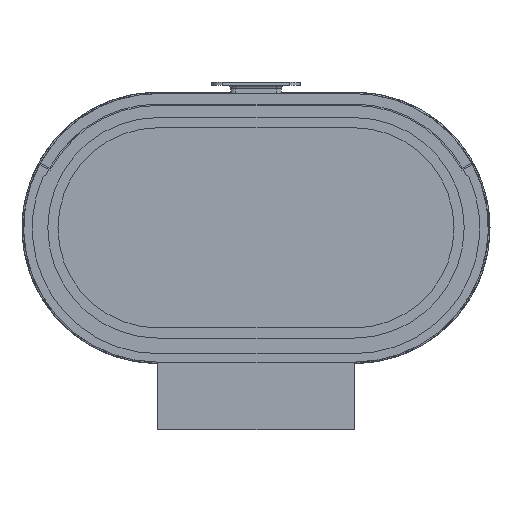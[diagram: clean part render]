
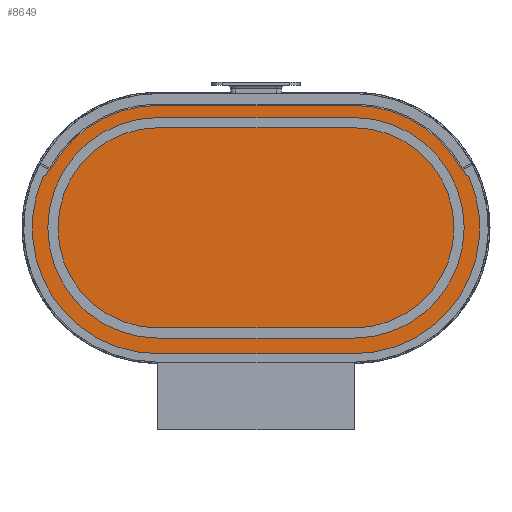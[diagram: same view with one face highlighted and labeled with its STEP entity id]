
A CAD part, front view. The second image highlights one B-rep face of the part: STEP entity #8649.
In plain terms, the highlighted planar face has unit normal (0, -1, 0).
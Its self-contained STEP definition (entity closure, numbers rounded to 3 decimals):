
#213 = CARTESIAN_POINT ( 'NONE',  ( 0., 0., 180.5 ) ) ;
#807 = EDGE_CURVE ( 'NONE', #5068, #11105, #2177, .T. ) ;
#925 = ORIENTED_EDGE ( 'NONE', *, *, #10783, .T. ) ;
#980 = CARTESIAN_POINT ( 'NONE',  ( 451.602, 0., 87.182 ) ) ;
#1079 = DIRECTION ( 'NONE',  ( 0., 0., 1. ) ) ;
#1480 = EDGE_LOOP ( 'NONE', ( #13000, #3511, #15101, #4266, #5625, #12578, #9397, #7667, #2795, #13184, #925, #13691 ) ) ;
#1649 = CARTESIAN_POINT ( 'NONE',  ( 448.077, 0., 85.292 ) ) ;
#1831 = EDGE_CURVE ( 'NONE', #4260, #3571, #2985, .T. ) ;
#2177 = LINE ( 'NONE', #980, #15354 ) ;
#2309 = CARTESIAN_POINT ( 'NONE',  ( -165.323, 0., 77.295 ) ) ;
#2381 = LINE ( 'NONE', #14711, #3169 ) ;
#2437 = DIRECTION ( 'NONE',  ( 0., 1., 0. ) ) ;
#2749 = CIRCLE ( 'NONE', #5824, 182.5 ) ;
#2795 = ORIENTED_EDGE ( 'NONE', *, *, #15326, .T. ) ;
#2985 = CIRCLE ( 'NONE', #15089, 180.5 ) ;
#3019 = VERTEX_POINT ( 'NONE', #6854 ) ;
#3035 = EDGE_CURVE ( 'NONE', #11920, #13659, #2749, .T. ) ;
#3123 = LINE ( 'NONE', #15548, #8249 ) ;
#3169 = VECTOR ( 'NONE', #9740, 1000. ) ;
#3262 = CARTESIAN_POINT ( 'NONE',  ( 289., 0., 0. ) ) ;
#3511 = ORIENTED_EDGE ( 'NONE', *, *, #6139, .F. ) ;
#3571 = VERTEX_POINT ( 'NONE', #213 ) ;
#3915 = VECTOR ( 'NONE', #5864, 1000. ) ;
#4038 = CARTESIAN_POINT ( 'NONE',  ( 289., 0., -185.5 ) ) ;
#4099 = DIRECTION ( 'NONE',  ( 0., 0., 1. ) ) ;
#4141 = PLANE ( 'NONE',  #8807 ) ;
#4251 = DIRECTION ( 'NONE',  ( 0., -1., 0. ) ) ;
#4260 = VERTEX_POINT ( 'NONE', #14575 ) ;
#4266 = ORIENTED_EDGE ( 'NONE', *, *, #13369, .F. ) ;
#4571 = CIRCLE ( 'NONE', #13606, 182.5 ) ;
#5063 = AXIS2_PLACEMENT_3D ( 'NONE', #3262, #11831, #11989 ) ;
#5068 = VERTEX_POINT ( 'NONE', #1649 ) ;
#5094 = DIRECTION ( 'NONE',  ( 0., 1., 0. ) ) ;
#5625 = ORIENTED_EDGE ( 'NONE', *, *, #8145, .F. ) ;
#5824 = AXIS2_PLACEMENT_3D ( 'NONE', #15342, #11724, #9228 ) ;
#5864 = DIRECTION ( 'NONE',  ( -0.881, 0., 0.473 ) ) ;
#5928 = EDGE_CURVE ( 'NONE', #14284, #13740, #6115, .T. ) ;
#6115 = CIRCLE ( 'NONE', #5063, 185.5 ) ;
#6139 = EDGE_CURVE ( 'NONE', #11105, #6775, #4571, .T. ) ;
#6242 = FACE_OUTER_BOUND ( 'NONE', #1480, .T. ) ;
#6670 = CARTESIAN_POINT ( 'NONE',  ( 0., 0., 0. ) ) ;
#6775 = VERTEX_POINT ( 'NONE', #10236 ) ;
#6854 = CARTESIAN_POINT ( 'NONE',  ( -169.155, 0., 76.138 ) ) ;
#7667 = ORIENTED_EDGE ( 'NONE', *, *, #3035, .F. ) ;
#7975 = CIRCLE ( 'NONE', #12631, 185.5 ) ;
#8012 = DIRECTION ( 'NONE',  ( 0., 0., 1. ) ) ;
#8145 = EDGE_CURVE ( 'NONE', #3571, #11362, #11558, .T. ) ;
#8217 = LINE ( 'NONE', #15552, #13183 ) ;
#8242 = DIRECTION ( 'NONE',  ( 0.881, 0., 0.473 ) ) ;
#8249 = VECTOR ( 'NONE', #11764, 1000. ) ;
#8649 = ADVANCED_FACE ( 'NONE', ( #6242 ), #4141, .F. ) ;
#8807 = AXIS2_PLACEMENT_3D ( 'NONE', #12467, #9010, #13910 ) ;
#8961 = CIRCLE ( 'NONE', #10242, 180.5 ) ;
#9010 = DIRECTION ( 'NONE',  ( 0., 1., 0. ) ) ;
#9051 = VECTOR ( 'NONE', #11713, 1000. ) ;
#9228 = DIRECTION ( 'NONE',  ( 0., 0., 1. ) ) ;
#9397 = ORIENTED_EDGE ( 'NONE', *, *, #13964, .T. ) ;
#9551 = CARTESIAN_POINT ( 'NONE',  ( 289., 0., 0. ) ) ;
#9740 = DIRECTION ( 'NONE',  ( -0.957, 0., -0.289 ) ) ;
#10050 = CARTESIAN_POINT ( 'NONE',  ( 289., 0., 180.5 ) ) ;
#10236 = CARTESIAN_POINT ( 'NONE',  ( 454.323, 0., 77.295 ) ) ;
#10242 = AXIS2_PLACEMENT_3D ( 'NONE', #9551, #2437, #1079 ) ;
#10698 = EDGE_CURVE ( 'NONE', #3019, #14270, #7975, .T. ) ;
#10706 = CARTESIAN_POINT ( 'NONE',  ( 0., 0., 0. ) ) ;
#10783 = EDGE_CURVE ( 'NONE', #14270, #14284, #3123, .T. ) ;
#10791 = DIRECTION ( 'NONE',  ( -0.957, 0., 0.289 ) ) ;
#10822 = DIRECTION ( 'NONE',  ( 0., 1., 0. ) ) ;
#10902 = CARTESIAN_POINT ( 'NONE',  ( 0., 0., 0. ) ) ;
#11105 = VERTEX_POINT ( 'NONE', #12870 ) ;
#11362 = VERTEX_POINT ( 'NONE', #10050 ) ;
#11558 = LINE ( 'NONE', #13969, #9051 ) ;
#11713 = DIRECTION ( 'NONE',  ( 1., 0., 0. ) ) ;
#11724 = DIRECTION ( 'NONE',  ( 0., 1., 0. ) ) ;
#11764 = DIRECTION ( 'NONE',  ( 1., 0., 0. ) ) ;
#11788 = CARTESIAN_POINT ( 'NONE',  ( -160.84, 0., 86.237 ) ) ;
#11831 = DIRECTION ( 'NONE',  ( 0., -1., 0. ) ) ;
#11920 = VERTEX_POINT ( 'NONE', #2309 ) ;
#11933 = LINE ( 'NONE', #10706, #3915 ) ;
#11989 = DIRECTION ( 'NONE',  ( 0., 0., 1. ) ) ;
#12467 = CARTESIAN_POINT ( 'NONE',  ( 0., 0., 0. ) ) ;
#12578 = ORIENTED_EDGE ( 'NONE', *, *, #1831, .F. ) ;
#12626 = CARTESIAN_POINT ( 'NONE',  ( 289., 0., 0. ) ) ;
#12631 = AXIS2_PLACEMENT_3D ( 'NONE', #6670, #4251, #4099 ) ;
#12870 = CARTESIAN_POINT ( 'NONE',  ( 449.84, 0., 86.237 ) ) ;
#12914 = CARTESIAN_POINT ( 'NONE',  ( 458.155, 0., 76.138 ) ) ;
#13000 = ORIENTED_EDGE ( 'NONE', *, *, #13944, .T. ) ;
#13183 = VECTOR ( 'NONE', #10791, 1000. ) ;
#13184 = ORIENTED_EDGE ( 'NONE', *, *, #10698, .T. ) ;
#13369 = EDGE_CURVE ( 'NONE', #11362, #5068, #8961, .T. ) ;
#13606 = AXIS2_PLACEMENT_3D ( 'NONE', #12626, #5094, #15280 ) ;
#13659 = VERTEX_POINT ( 'NONE', #11788 ) ;
#13691 = ORIENTED_EDGE ( 'NONE', *, *, #5928, .T. ) ;
#13740 = VERTEX_POINT ( 'NONE', #12914 ) ;
#13807 = CARTESIAN_POINT ( 'NONE',  ( 0., 0., -185.5 ) ) ;
#13910 = DIRECTION ( 'NONE',  ( 0., 0., 1. ) ) ;
#13944 = EDGE_CURVE ( 'NONE', #13740, #6775, #8217, .T. ) ;
#13964 = EDGE_CURVE ( 'NONE', #4260, #13659, #11933, .T. ) ;
#13969 = CARTESIAN_POINT ( 'NONE',  ( 0., 0., 180.5 ) ) ;
#14270 = VERTEX_POINT ( 'NONE', #13807 ) ;
#14284 = VERTEX_POINT ( 'NONE', #4038 ) ;
#14575 = CARTESIAN_POINT ( 'NONE',  ( -159.077, 0., 85.292 ) ) ;
#14711 = CARTESIAN_POINT ( 'NONE',  ( 229.653, 0., 196.554 ) ) ;
#15089 = AXIS2_PLACEMENT_3D ( 'NONE', #10902, #10822, #8012 ) ;
#15101 = ORIENTED_EDGE ( 'NONE', *, *, #807, .F. ) ;
#15280 = DIRECTION ( 'NONE',  ( 0., 0., 1. ) ) ;
#15326 = EDGE_CURVE ( 'NONE', #11920, #3019, #2381, .T. ) ;
#15342 = CARTESIAN_POINT ( 'NONE',  ( 0., 0., 0. ) ) ;
#15354 = VECTOR ( 'NONE', #8242, 1000. ) ;
#15548 = CARTESIAN_POINT ( 'NONE',  ( 289., 0., -185.5 ) ) ;
#15552 = CARTESIAN_POINT ( 'NONE',  ( 324.201, 0., 116.584 ) ) ;
